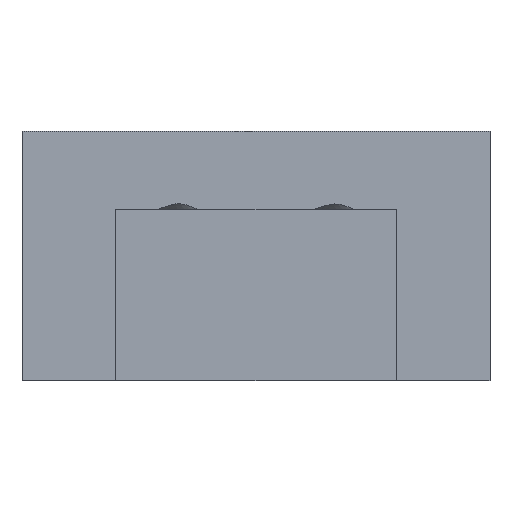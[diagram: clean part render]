
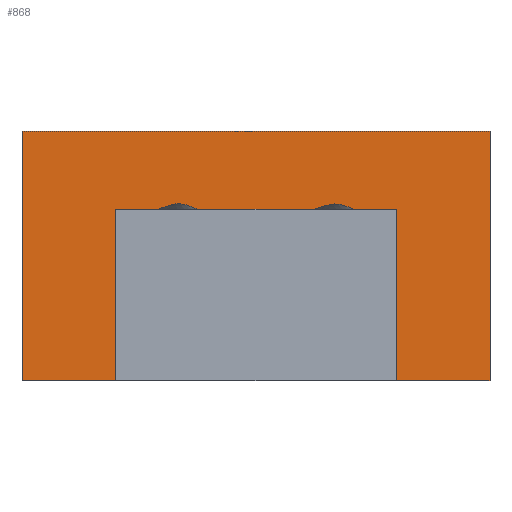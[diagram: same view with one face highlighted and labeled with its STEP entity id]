
A CAD part, top view. The second image highlights one B-rep face of the part: STEP entity #868.
In plain terms, the highlighted planar face has unit normal (0, 0, 1).
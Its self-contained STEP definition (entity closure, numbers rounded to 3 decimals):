
#19=(
BOUNDED_CURVE()
B_SPLINE_CURVE(2,(#1304,#1305,#1306),.UNSPECIFIED.,.F.,.F.)
B_SPLINE_CURVE_WITH_KNOTS((3,3),(0.,0.061),.UNSPECIFIED.)
CURVE()
GEOMETRIC_REPRESENTATION_ITEM()
RATIONAL_B_SPLINE_CURVE((1.,1.068,1.104))
REPRESENTATION_ITEM('')
);
#20=(
BOUNDED_CURVE()
B_SPLINE_CURVE(2,(#1322,#1323,#1324),.UNSPECIFIED.,.F.,.F.)
B_SPLINE_CURVE_WITH_KNOTS((3,3),(0.245,0.258),
 .UNSPECIFIED.)
CURVE()
GEOMETRIC_REPRESENTATION_ITEM()
RATIONAL_B_SPLINE_CURVE((1.028,1.014,1.))
REPRESENTATION_ITEM('')
);
#21=(
BOUNDED_CURVE()
B_SPLINE_CURVE(2,(#1334,#1335,#1336),.UNSPECIFIED.,.F.,.F.)
B_SPLINE_CURVE_WITH_KNOTS((3,3),(0.039,0.233),
 .UNSPECIFIED.)
CURVE()
GEOMETRIC_REPRESENTATION_ITEM()
RATIONAL_B_SPLINE_CURVE((1.158,1.47,1.04))
REPRESENTATION_ITEM('')
);
#22=(
BOUNDED_CURVE()
B_SPLINE_CURVE(2,(#1343,#1344,#1345),.UNSPECIFIED.,.F.,.F.)
B_SPLINE_CURVE_WITH_KNOTS((3,3),(0.,0.039),.UNSPECIFIED.)
CURVE()
GEOMETRIC_REPRESENTATION_ITEM()
RATIONAL_B_SPLINE_CURVE((1.,1.043,1.073))
REPRESENTATION_ITEM('')
);
#23=(
BOUNDED_CURVE()
B_SPLINE_CURVE(2,(#1347,#1348,#1349),.UNSPECIFIED.,.F.,.F.)
B_SPLINE_CURVE_WITH_KNOTS((3,3),(0.025,0.232),
 .UNSPECIFIED.)
CURVE()
GEOMETRIC_REPRESENTATION_ITEM()
RATIONAL_B_SPLINE_CURVE((1.111,1.53,1.066))
REPRESENTATION_ITEM('')
);
#24=(
BOUNDED_CURVE()
B_SPLINE_CURVE(2,(#1350,#1351,#1352),.UNSPECIFIED.,.F.,.F.)
B_SPLINE_CURVE_WITH_KNOTS((3,3),(0.237,0.258),
 .UNSPECIFIED.)
CURVE()
GEOMETRIC_REPRESENTATION_ITEM()
RATIONAL_B_SPLINE_CURVE((1.044,1.024,1.))
REPRESENTATION_ITEM('')
);
#73=FACE_OUTER_BOUND('',#121,.T.);
#121=EDGE_LOOP('',(#632,#633,#634,#635,#636,#637,#638,#639,#640,#641,#642,
#643,#644,#645,#646,#647));
#158=LINE('',#1227,#256);
#164=LINE('',#1240,#262);
#170=LINE('',#1260,#268);
#187=LINE('',#1295,#285);
#190=LINE('',#1330,#288);
#191=LINE('',#1331,#289);
#192=LINE('',#1332,#290);
#193=LINE('',#1338,#291);
#194=LINE('',#1340,#292);
#195=LINE('',#1341,#293);
#256=VECTOR('',#991,10.);
#262=VECTOR('',#999,10.);
#268=VECTOR('',#1019,10.);
#285=VECTOR('',#1038,10.);
#288=VECTOR('',#1061,10.);
#289=VECTOR('',#1062,10.);
#290=VECTOR('',#1063,10.);
#291=VECTOR('',#1066,10.);
#292=VECTOR('',#1067,10.);
#293=VECTOR('',#1068,10.);
#354=VERTEX_POINT('',#1225);
#355=VERTEX_POINT('',#1226);
#360=VERTEX_POINT('',#1237);
#361=VERTEX_POINT('',#1239);
#362=VERTEX_POINT('',#1246);
#367=VERTEX_POINT('',#1255);
#368=VERTEX_POINT('',#1259);
#385=VERTEX_POINT('',#1293);
#388=VERTEX_POINT('',#1302);
#389=VERTEX_POINT('',#1303);
#391=VERTEX_POINT('',#1315);
#393=VERTEX_POINT('',#1321);
#394=VERTEX_POINT('',#1337);
#395=VERTEX_POINT('',#1339);
#396=VERTEX_POINT('',#1342);
#397=VERTEX_POINT('',#1346);
#438=EDGE_CURVE('',#354,#355,#158,.T.);
#444=EDGE_CURVE('',#361,#360,#164,.T.);
#454=EDGE_CURVE('',#368,#361,#170,.T.);
#472=EDGE_CURVE('',#355,#385,#187,.T.);
#476=EDGE_CURVE('',#388,#389,#19,.T.);
#483=EDGE_CURVE('',#393,#391,#20,.T.);
#485=EDGE_CURVE('',#362,#388,#190,.T.);
#486=EDGE_CURVE('',#360,#367,#191,.T.);
#487=EDGE_CURVE('',#391,#354,#192,.T.);
#488=EDGE_CURVE('',#389,#393,#21,.T.);
#489=EDGE_CURVE('',#394,#385,#193,.T.);
#490=EDGE_CURVE('',#395,#394,#194,.T.);
#491=EDGE_CURVE('',#395,#368,#195,.T.);
#492=EDGE_CURVE('',#367,#396,#22,.T.);
#493=EDGE_CURVE('',#396,#397,#23,.T.);
#494=EDGE_CURVE('',#397,#362,#24,.T.);
#632=ORIENTED_EDGE('',*,*,#485,.T.);
#633=ORIENTED_EDGE('',*,*,#476,.T.);
#634=ORIENTED_EDGE('',*,*,#488,.T.);
#635=ORIENTED_EDGE('',*,*,#483,.T.);
#636=ORIENTED_EDGE('',*,*,#487,.T.);
#637=ORIENTED_EDGE('',*,*,#438,.T.);
#638=ORIENTED_EDGE('',*,*,#472,.T.);
#639=ORIENTED_EDGE('',*,*,#489,.F.);
#640=ORIENTED_EDGE('',*,*,#490,.F.);
#641=ORIENTED_EDGE('',*,*,#491,.T.);
#642=ORIENTED_EDGE('',*,*,#454,.T.);
#643=ORIENTED_EDGE('',*,*,#444,.T.);
#644=ORIENTED_EDGE('',*,*,#486,.T.);
#645=ORIENTED_EDGE('',*,*,#492,.T.);
#646=ORIENTED_EDGE('',*,*,#493,.T.);
#647=ORIENTED_EDGE('',*,*,#494,.T.);
#833=PLANE('',#939);
#868=ADVANCED_FACE('',(#73),#833,.T.);
#939=AXIS2_PLACEMENT_3D('',#1333,#1064,#1065);
#991=DIRECTION('',(0.,-1.,0.));
#999=DIRECTION('',(0.,1.,0.));
#1019=DIRECTION('',(1.,0.,0.));
#1038=DIRECTION('',(1.,0.,0.));
#1061=DIRECTION('',(1.,0.,0.));
#1062=DIRECTION('',(1.,0.,0.));
#1063=DIRECTION('',(1.,0.,0.));
#1064=DIRECTION('center_axis',(0.,0.,1.));
#1065=DIRECTION('ref_axis',(0.,-1.,0.));
#1066=DIRECTION('',(0.,-1.,0.));
#1067=DIRECTION('',(1.,0.,0.));
#1068=DIRECTION('',(0.,-1.,0.));
#1225=CARTESIAN_POINT('',(9.,-7.,8.));
#1226=CARTESIAN_POINT('',(9.,-18.,8.));
#1227=CARTESIAN_POINT('',(9.,-7.25,8.));
#1237=CARTESIAN_POINT('',(-9.,-7.,8.));
#1239=CARTESIAN_POINT('',(-9.,-18.,8.));
#1240=CARTESIAN_POINT('',(-9.,-7.25,8.));
#1246=CARTESIAN_POINT('',(-3.742,-7.,8.));
#1255=CARTESIAN_POINT('',(-6.266,-7.,8.));
#1259=CARTESIAN_POINT('',(-15.,-18.,8.));
#1260=CARTESIAN_POINT('',(-15.,-18.,8.));
#1293=CARTESIAN_POINT('',(15.,-18.,8.));
#1295=CARTESIAN_POINT('',(-15.,-18.,8.));
#1302=CARTESIAN_POINT('',(3.734,-7.,8.));
#1303=CARTESIAN_POINT('',(4.391,-6.799,8.));
#1304=CARTESIAN_POINT('Ctrl Pts',(3.734,-7.,8.));
#1305=CARTESIAN_POINT('Ctrl Pts',(4.093,-6.864,8.));
#1306=CARTESIAN_POINT('Ctrl Pts',(4.391,-6.799,8.));
#1315=CARTESIAN_POINT('',(6.258,-7.,8.));
#1321=CARTESIAN_POINT('',(6.101,-6.943,8.));
#1322=CARTESIAN_POINT('Ctrl Pts',(6.101,-6.943,8.));
#1323=CARTESIAN_POINT('Ctrl Pts',(6.178,-6.97,8.));
#1324=CARTESIAN_POINT('Ctrl Pts',(6.258,-7.,8.));
#1330=CARTESIAN_POINT('',(-5.,-7.,8.));
#1331=CARTESIAN_POINT('',(-10.,-7.,8.));
#1332=CARTESIAN_POINT('',(-5.,-7.,8.));
#1333=CARTESIAN_POINT('Origin',(-15.,-2.,8.));
#1334=CARTESIAN_POINT('Ctrl Pts',(4.391,-6.799,8.));
#1335=CARTESIAN_POINT('Ctrl Pts',(5.167,-6.529,8.));
#1336=CARTESIAN_POINT('Ctrl Pts',(6.101,-6.943,8.));
#1337=CARTESIAN_POINT('',(15.,-2.,8.));
#1338=CARTESIAN_POINT('',(15.,-2.,8.));
#1339=CARTESIAN_POINT('',(-15.,-2.,8.));
#1340=CARTESIAN_POINT('',(-15.,-2.,8.));
#1341=CARTESIAN_POINT('',(-15.,-2.,8.));
#1342=CARTESIAN_POINT('',(-5.828,-6.854,8.));
#1343=CARTESIAN_POINT('Ctrl Pts',(-6.266,-7.,8.));
#1344=CARTESIAN_POINT('Ctrl Pts',(-6.033,-6.912,8.));
#1345=CARTESIAN_POINT('Ctrl Pts',(-5.828,-6.854,8.));
#1346=CARTESIAN_POINT('',(-3.997,-6.91,8.));
#1347=CARTESIAN_POINT('Ctrl Pts',(-5.828,-6.854,8.));
#1348=CARTESIAN_POINT('Ctrl Pts',(-4.945,-6.495,8.));
#1349=CARTESIAN_POINT('Ctrl Pts',(-3.997,-6.91,8.));
#1350=CARTESIAN_POINT('Ctrl Pts',(-3.997,-6.91,8.));
#1351=CARTESIAN_POINT('Ctrl Pts',(-3.874,-6.95,8.));
#1352=CARTESIAN_POINT('Ctrl Pts',(-3.742,-7.,8.));
